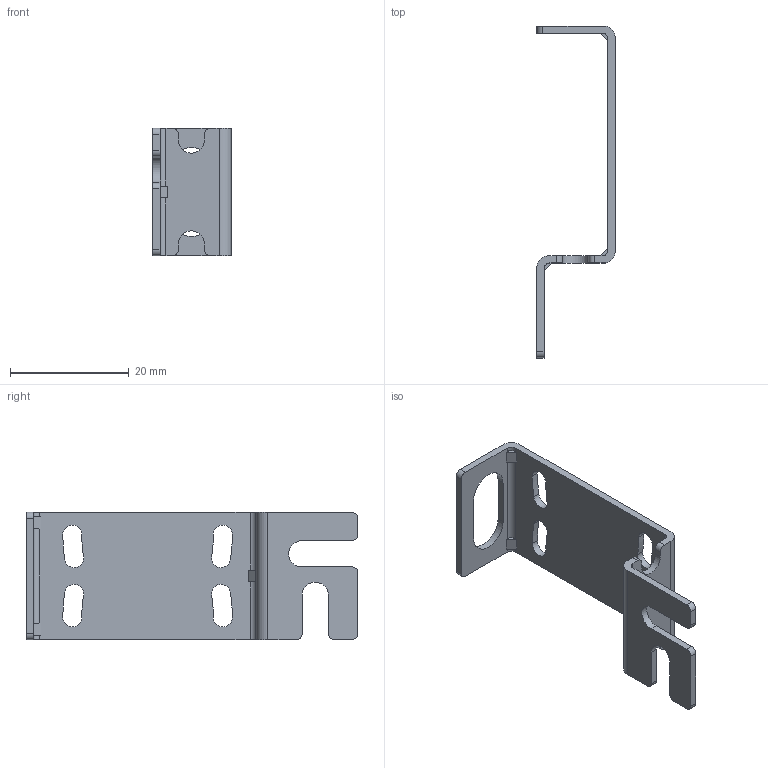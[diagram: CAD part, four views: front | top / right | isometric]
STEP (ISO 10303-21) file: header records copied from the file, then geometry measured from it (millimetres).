
FILE_DESCRIPTION((''),'2;1');
FILE_NAME('SG-ML100-BRACKET-543452','2012-11-29T',('sereneee'),(''),'PRO/ENGINEER BY PARAMETRIC TECHNOLOGY CORPORATION, 2006140','PRO/ENGINEER BY PARAMETRIC TECHNOLOGY CORPORATION, 2006140','');
FILE_SCHEMA(('CONFIG_CONTROL_DESIGN'));
Length unit declared in the file: millimetre
Products named in the file (1): SG-ML100-BRACKET-543452
Bounding box: 13.2 x 56 x 21.5 mm (x, y, z)
Volume: 1663.8 mm3; surface area: 3181.2 mm2
Topology: 1 solids, 1 shells, 82 faces, 240 edges, 160 vertices
Faces by surface type: cylinder 44, plane 38
Entity records: 2810 total; most frequent: DIRECTION 492, CARTESIAN_POINT 482, ORIENTED_EDGE 480, EDGE_CURVE 240, AXIS2_PLACEMENT_3D 170, VERTEX_POINT 160, VECTOR 152, LINE 152
